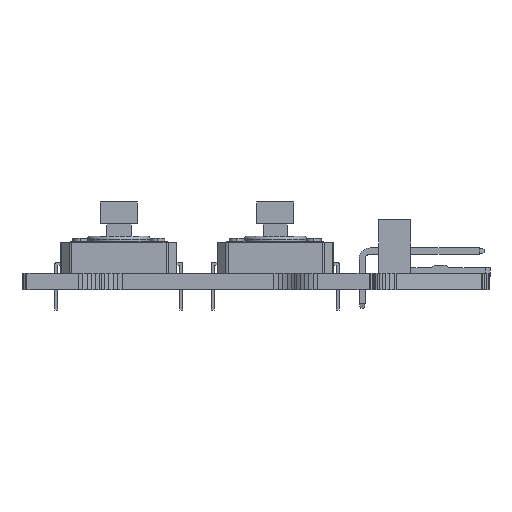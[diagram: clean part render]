
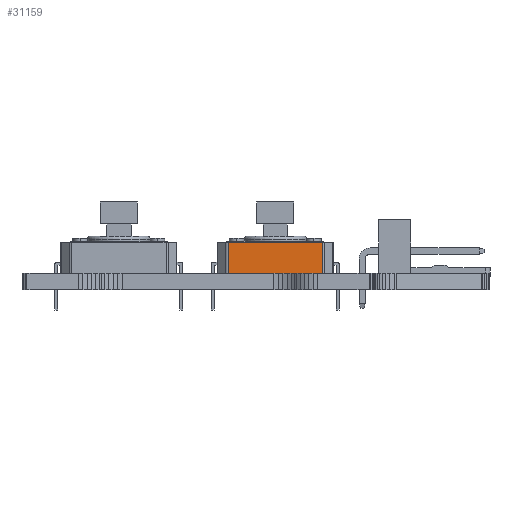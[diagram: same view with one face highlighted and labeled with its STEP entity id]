
A CAD part, front view. The second image highlights one B-rep face of the part: STEP entity #31159.
In plain terms, the highlighted face is planar.
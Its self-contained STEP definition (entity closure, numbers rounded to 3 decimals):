
#30316 = PLANE('',#30317);
#30317 = AXIS2_PLACEMENT_3D('',#30318,#30319,#30320);
#30318 = CARTESIAN_POINT('',(5.95,0.,5.95));
#30319 = DIRECTION('',(0.,1.,0.));
#30320 = DIRECTION('',(0.,0.,1.));
#30371 = PLANE('',#30372);
#30372 = AXIS2_PLACEMENT_3D('',#30373,#30374,#30375);
#30373 = CARTESIAN_POINT('',(5.95,3.2,5.95));
#30374 = DIRECTION('',(0.,1.,0.));
#30375 = DIRECTION('',(0.,0.,1.));
#30741 = VERTEX_POINT('',#30742);
#30742 = CARTESIAN_POINT('',(4.826,3.2,-5.95));
#30757 = CYLINDRICAL_SURFACE('',#30758,0.3);
#30758 = AXIS2_PLACEMENT_3D('',#30759,#30760,#30761);
#30759 = CARTESIAN_POINT('',(4.826,3.2,-5.65));
#30760 = DIRECTION('',(0.,-1.,0.));
#30761 = DIRECTION('',(0.,0.,-1.));
#30768 = EDGE_CURVE('',#30741,#30769,#30771,.T.);
#30769 = VERTEX_POINT('',#30770);
#30770 = CARTESIAN_POINT('',(-4.826,3.2,-5.95));
#30771 = SURFACE_CURVE('',#30772,(#30776,#30783),.PCURVE_S1.);
#30772 = LINE('',#30773,#30774);
#30773 = CARTESIAN_POINT('',(-5.95,3.2,-5.95));
#30774 = VECTOR('',#30775,1.);
#30775 = DIRECTION('',(-1.,0.,0.));
#30776 = PCURVE('',#30371,#30777);
#30777 = DEFINITIONAL_REPRESENTATION('',(#30778),#30782);
#30778 = LINE('',#30779,#30780);
#30779 = CARTESIAN_POINT('',(-11.9,-11.9));
#30780 = VECTOR('',#30781,1.);
#30781 = DIRECTION('',(0.,-1.));
#30782 = ( GEOMETRIC_REPRESENTATION_CONTEXT(2) 
PARAMETRIC_REPRESENTATION_CONTEXT() REPRESENTATION_CONTEXT('2D SPACE',''
  ) );
#30783 = PCURVE('',#30784,#30789);
#30784 = PLANE('',#30785);
#30785 = AXIS2_PLACEMENT_3D('',#30786,#30787,#30788);
#30786 = CARTESIAN_POINT('',(-5.95,3.2,-5.95));
#30787 = DIRECTION('',(0.,0.,1.));
#30788 = DIRECTION('',(1.,0.,0.));
#30789 = DEFINITIONAL_REPRESENTATION('',(#30790),#30794);
#30790 = LINE('',#30791,#30792);
#30791 = CARTESIAN_POINT('',(0.,0.));
#30792 = VECTOR('',#30793,1.);
#30793 = DIRECTION('',(-1.,0.));
#30794 = ( GEOMETRIC_REPRESENTATION_CONTEXT(2) 
PARAMETRIC_REPRESENTATION_CONTEXT() REPRESENTATION_CONTEXT('2D SPACE',''
  ) );
#30813 = CYLINDRICAL_SURFACE('',#30814,0.3);
#30814 = AXIS2_PLACEMENT_3D('',#30815,#30816,#30817);
#30815 = CARTESIAN_POINT('',(-4.826,3.2,-5.65));
#30816 = DIRECTION('',(0.,1.,0.));
#30817 = DIRECTION('',(0.,0.,1.));
#31159 = ADVANCED_FACE('',(#31160),#30784,.F.);
#31160 = FACE_BOUND('',#31161,.T.);
#31161 = EDGE_LOOP('',(#31162,#31187,#31207,#31208));
#31162 = ORIENTED_EDGE('',*,*,#31163,.T.);
#31163 = EDGE_CURVE('',#31164,#31166,#31168,.T.);
#31164 = VERTEX_POINT('',#31165);
#31165 = CARTESIAN_POINT('',(4.826,0.,-5.95));
#31166 = VERTEX_POINT('',#31167);
#31167 = CARTESIAN_POINT('',(-4.826,0.,-5.95));
#31168 = SURFACE_CURVE('',#31169,(#31173,#31180),.PCURVE_S1.);
#31169 = LINE('',#31170,#31171);
#31170 = CARTESIAN_POINT('',(-5.95,0.,-5.95));
#31171 = VECTOR('',#31172,1.);
#31172 = DIRECTION('',(-1.,0.,0.));
#31173 = PCURVE('',#30784,#31174);
#31174 = DEFINITIONAL_REPRESENTATION('',(#31175),#31179);
#31175 = LINE('',#31176,#31177);
#31176 = CARTESIAN_POINT('',(0.,-3.2));
#31177 = VECTOR('',#31178,1.);
#31178 = DIRECTION('',(-1.,0.));
#31179 = ( GEOMETRIC_REPRESENTATION_CONTEXT(2) 
PARAMETRIC_REPRESENTATION_CONTEXT() REPRESENTATION_CONTEXT('2D SPACE',''
  ) );
#31180 = PCURVE('',#30316,#31181);
#31181 = DEFINITIONAL_REPRESENTATION('',(#31182),#31186);
#31182 = LINE('',#31183,#31184);
#31183 = CARTESIAN_POINT('',(-11.9,-11.9));
#31184 = VECTOR('',#31185,1.);
#31185 = DIRECTION('',(0.,-1.));
#31186 = ( GEOMETRIC_REPRESENTATION_CONTEXT(2) 
PARAMETRIC_REPRESENTATION_CONTEXT() REPRESENTATION_CONTEXT('2D SPACE',''
  ) );
#31187 = ORIENTED_EDGE('',*,*,#31188,.T.);
#31188 = EDGE_CURVE('',#31166,#30769,#31189,.T.);
#31189 = SURFACE_CURVE('',#31190,(#31194,#31201),.PCURVE_S1.);
#31190 = LINE('',#31191,#31192);
#31191 = CARTESIAN_POINT('',(-4.826,3.2,-5.95));
#31192 = VECTOR('',#31193,1.);
#31193 = DIRECTION('',(0.,1.,0.));
#31194 = PCURVE('',#30784,#31195);
#31195 = DEFINITIONAL_REPRESENTATION('',(#31196),#31200);
#31196 = LINE('',#31197,#31198);
#31197 = CARTESIAN_POINT('',(1.124,0.));
#31198 = VECTOR('',#31199,1.);
#31199 = DIRECTION('',(0.,1.));
#31200 = ( GEOMETRIC_REPRESENTATION_CONTEXT(2) 
PARAMETRIC_REPRESENTATION_CONTEXT() REPRESENTATION_CONTEXT('2D SPACE',''
  ) );
#31201 = PCURVE('',#30813,#31202);
#31202 = DEFINITIONAL_REPRESENTATION('',(#31203),#31206);
#31203 = B_SPLINE_CURVE_WITH_KNOTS('',1,(#31204,#31205),.UNSPECIFIED.,
  .F.,.F.,(2,2),(-3.2,0.),.PIECEWISE_BEZIER_KNOTS.);
#31204 = CARTESIAN_POINT('',(3.142,-3.2));
#31205 = CARTESIAN_POINT('',(3.142,0.));
#31206 = ( GEOMETRIC_REPRESENTATION_CONTEXT(2) 
PARAMETRIC_REPRESENTATION_CONTEXT() REPRESENTATION_CONTEXT('2D SPACE',''
  ) );
#31207 = ORIENTED_EDGE('',*,*,#30768,.F.);
#31208 = ORIENTED_EDGE('',*,*,#31209,.T.);
#31209 = EDGE_CURVE('',#30741,#31164,#31210,.T.);
#31210 = SURFACE_CURVE('',#31211,(#31215,#31222),.PCURVE_S1.);
#31211 = LINE('',#31212,#31213);
#31212 = CARTESIAN_POINT('',(4.826,0.,-5.95));
#31213 = VECTOR('',#31214,1.);
#31214 = DIRECTION('',(0.,-1.,0.));
#31215 = PCURVE('',#30784,#31216);
#31216 = DEFINITIONAL_REPRESENTATION('',(#31217),#31221);
#31217 = LINE('',#31218,#31219);
#31218 = CARTESIAN_POINT('',(10.776,-3.2));
#31219 = VECTOR('',#31220,1.);
#31220 = DIRECTION('',(0.,-1.));
#31221 = ( GEOMETRIC_REPRESENTATION_CONTEXT(2) 
PARAMETRIC_REPRESENTATION_CONTEXT() REPRESENTATION_CONTEXT('2D SPACE',''
  ) );
#31222 = PCURVE('',#30757,#31223);
#31223 = DEFINITIONAL_REPRESENTATION('',(#31224),#31227);
#31224 = B_SPLINE_CURVE_WITH_KNOTS('',1,(#31225,#31226),.UNSPECIFIED.,
  .F.,.F.,(2,2),(-3.2,0.),.PIECEWISE_BEZIER_KNOTS.);
#31225 = CARTESIAN_POINT('',(0.,0.));
#31226 = CARTESIAN_POINT('',(0.,3.2));
#31227 = ( GEOMETRIC_REPRESENTATION_CONTEXT(2) 
PARAMETRIC_REPRESENTATION_CONTEXT() REPRESENTATION_CONTEXT('2D SPACE',''
  ) );
